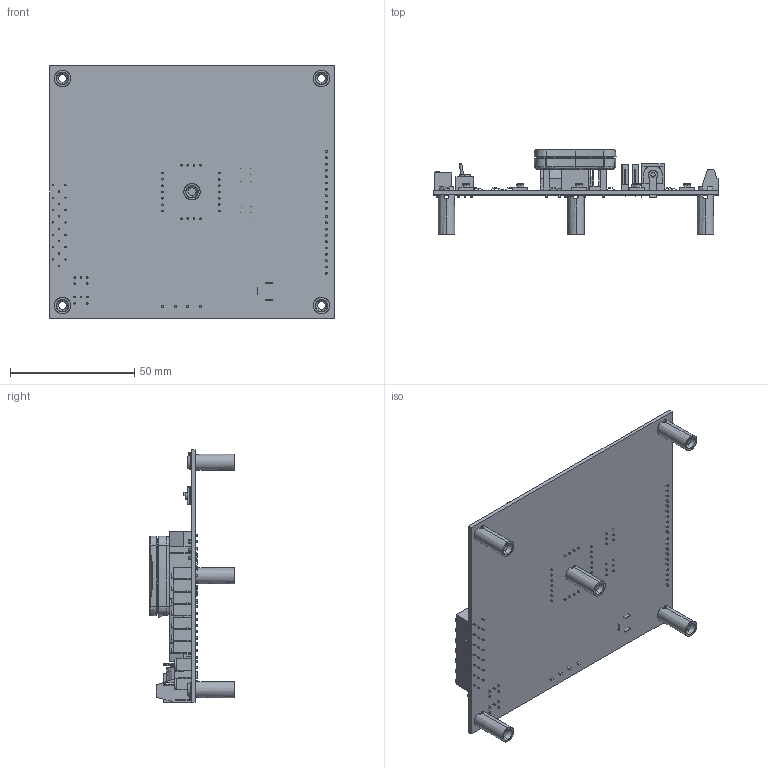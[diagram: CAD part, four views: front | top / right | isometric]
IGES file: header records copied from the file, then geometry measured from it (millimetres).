
Start section: SolidWorks IGES file using analytic representation for surfaces
Global section: file name: WTCP-5V5A EVAL w_Controller.IGS; native system: SolidWorks 2013; preprocessor: SolidWorks 2013; author: gniebel; date: 130402.075844; units: inch
Bounding box: 114.3 x 34.27 x 101.6 mm (x, y, z)
Surface area: 58654.6 mm2 (no closed solid volume)
Topology: 0 solids, 0 shells, 5967 faces, 44111 edges, 44037 vertices
Faces by surface type: bspline 4587, revolution 1380
